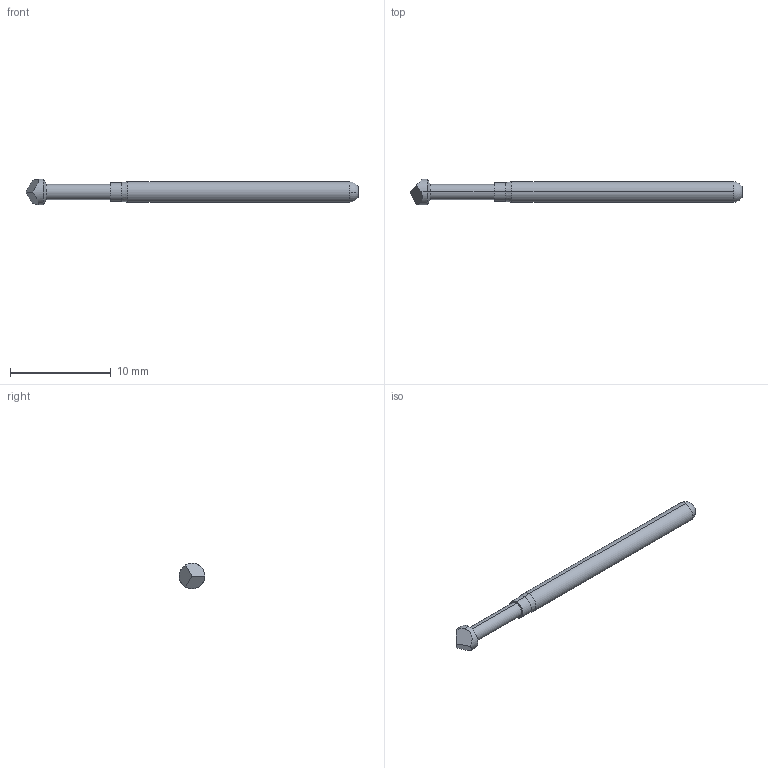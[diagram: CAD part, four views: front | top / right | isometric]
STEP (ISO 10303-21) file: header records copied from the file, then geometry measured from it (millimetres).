
FILE_DESCRIPTION (( 'STEP AP214' ), '1' );
FILE_NAME ('125-PR_2503_.STEP', '2012-05-15T15:43:59', ( 'Authorized User' ), ( '' ), 'SwSTEP 2.0', 'SolidWorks 2012', '' );
FILE_SCHEMA (( 'AUTOMOTIVE_DESIGN' ));
Length unit declared in the file: inch
Products named in the file (1): 125-PR_2503_
Bounding box: 33.02 x 2.54 x 2.54 mm (x, y, z)
Volume: 96.1 mm3; surface area: 205.1 mm2
Topology: 1 solids, 1 shells, 20 faces, 45 edges, 26 vertices
Faces by surface type: cylinder 8, plane 6, cone 4, sphere 2
Entity records: 583 total; most frequent: CARTESIAN_POINT 105, DIRECTION 100, ORIENTED_EDGE 86, EDGE_CURVE 43, AXIS2_PLACEMENT_3D 41, VERTEX_POINT 26, EDGE_LOOP 21, ADVANCED_FACE 20
